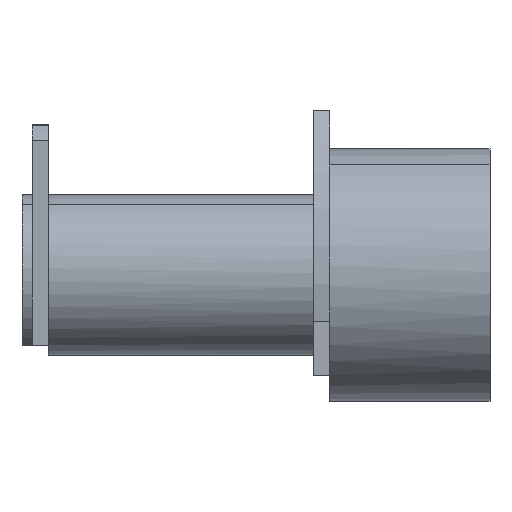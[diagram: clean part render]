
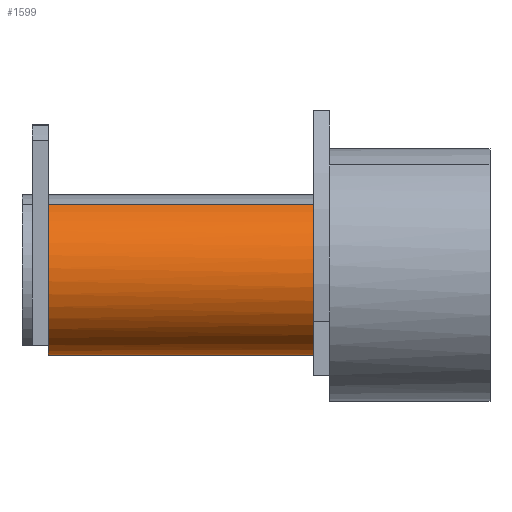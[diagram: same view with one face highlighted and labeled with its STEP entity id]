
A CAD part, front view. The second image highlights one B-rep face of the part: STEP entity #1599.
In plain terms, the highlighted cylindrical face has radius 40 mm (diameter 80 mm), a partial arc.
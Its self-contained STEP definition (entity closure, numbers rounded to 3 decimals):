
#1466=CARTESIAN_POINT('Vertex',(145.5,19.177,-35.103)) ;
#1468=CARTESIAN_POINT('Vertex',(145.5,-19.177,35.103)) ;
#1471=CARTESIAN_POINT('Axis2P3D Location',(145.5,0.,0.)) ;
#1538=CARTESIAN_POINT('Line Origine',(116.75,-19.177,35.103)) ;
#1542=CARTESIAN_POINT('Vertex',(13.,-19.177,35.103)) ;
#1545=CARTESIAN_POINT('Line Origine',(116.75,19.177,-35.103)) ;
#1549=CARTESIAN_POINT('Vertex',(13.,19.177,-35.103)) ;
#1572=CARTESIAN_POINT('Axis2P3D Location',(116.75,0.,0.)) ;
#1577=CARTESIAN_POINT('Axis2P3D Location',(13.,0.,0.)) ;
#1581=CARTESIAN_POINT('Vertex',(13.,-19.365,-35.)) ;
#1585=CARTESIAN_POINT('Control Point',(13.,-19.365,-35.)) ;
#1586=CARTESIAN_POINT('Control Point',(13.,-12.327,-38.894)) ;
#1587=CARTESIAN_POINT('Control Point',(13.,-4.311,-41.02)) ;
#1588=CARTESIAN_POINT('Control Point',(13.,4.091,-41.042)) ;
#1589=CARTESIAN_POINT('Control Point',(13.,12.119,-38.959)) ;
#1590=CARTESIAN_POINT('Control Point',(13.,19.177,-35.103)) ;
#1472=DIRECTION('Axis2P3D Direction',(1.,0.,0.)) ;
#1539=DIRECTION('Vector Direction',(1.,0.,0.)) ;
#1546=DIRECTION('Vector Direction',(1.,0.,0.)) ;
#1573=DIRECTION('Axis2P3D Direction',(1.,0.,0.)) ;
#1574=DIRECTION('Axis2P3D XDirection',(0.,-0.479,0.878)) ;
#1578=DIRECTION('Axis2P3D Direction',(1.,0.,0.)) ;
#1473=AXIS2_PLACEMENT_3D('Circle Axis2P3D',#1471,#1472,$) ;
#1575=AXIS2_PLACEMENT_3D('Cylinder Axis2P3D',#1572,#1573,#1574) ;
#1579=AXIS2_PLACEMENT_3D('Circle Axis2P3D',#1577,#1578,$) ;
#1593=ORIENTED_EDGE('',*,*,#1551,.T.) ;
#1594=ORIENTED_EDGE('',*,*,#1475,.F.) ;
#1595=ORIENTED_EDGE('',*,*,#1544,.F.) ;
#1596=ORIENTED_EDGE('',*,*,#1583,.T.) ;
#1597=ORIENTED_EDGE('',*,*,#1591,.T.) ;
#1540=VECTOR('Line Direction',#1539,1.) ;
#1547=VECTOR('Line Direction',#1546,1.) ;
#1599=ADVANCED_FACE('Corps de pi\X2\00E8\X0\ce.2',(#1598),#1576,.T.) ;
#1584=B_SPLINE_CURVE_WITH_KNOTS('',5,(#1585,#1586,#1587,#1588,#1589,#1590),.UNSPECIFIED.,.F.,.U.,(6,6),(-20.107,20.107),.UNSPECIFIED.) ;
#1474=CIRCLE('generated circle',#1473,40.) ;
#1580=CIRCLE('generated circle',#1579,40.) ;
#1576=CYLINDRICAL_SURFACE('generated cylinder',#1575,40.) ;
#1475=EDGE_CURVE('',#1469,#1467,#1474,.T.) ;
#1544=EDGE_CURVE('',#1543,#1469,#1541,.T.) ;
#1551=EDGE_CURVE('',#1550,#1467,#1548,.T.) ;
#1583=EDGE_CURVE('',#1543,#1582,#1580,.T.) ;
#1591=EDGE_CURVE('',#1582,#1550,#1584,.T.) ;
#1592=EDGE_LOOP('',(#1593,#1594,#1595,#1596,#1597)) ;
#1598=FACE_OUTER_BOUND('',#1592,.T.) ;
#1541=LINE('Line',#1538,#1540) ;
#1548=LINE('Line',#1545,#1547) ;
#1467=VERTEX_POINT('',#1466) ;
#1469=VERTEX_POINT('',#1468) ;
#1543=VERTEX_POINT('',#1542) ;
#1550=VERTEX_POINT('',#1549) ;
#1582=VERTEX_POINT('',#1581) ;
